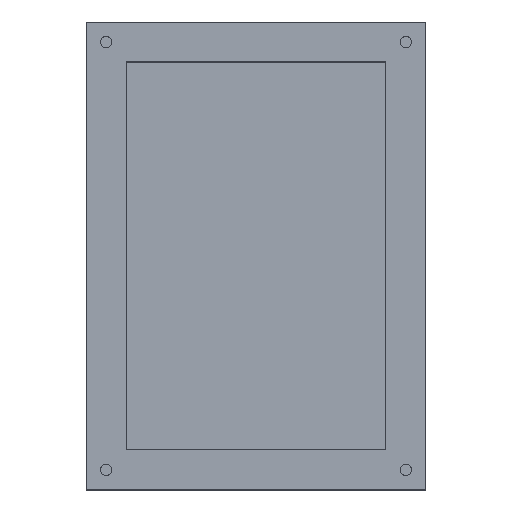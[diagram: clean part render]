
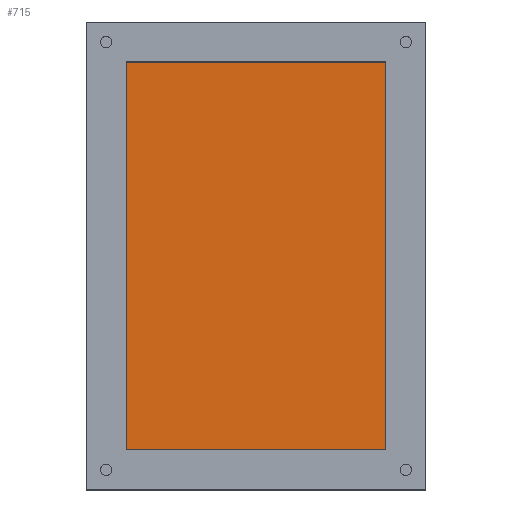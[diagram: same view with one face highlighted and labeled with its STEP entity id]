
A CAD part, top view. The second image highlights one B-rep face of the part: STEP entity #715.
In plain terms, the highlighted planar face has unit normal (0, 0, 1).
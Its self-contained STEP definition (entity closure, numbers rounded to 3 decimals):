
#59=FACE_OUTER_BOUND('',#105,.T.);
#105=EDGE_LOOP('',(#497,#498,#499,#500));
#173=LINE('',#1068,#253);
#174=LINE('',#1070,#254);
#175=LINE('',#1072,#255);
#176=LINE('',#1073,#256);
#253=VECTOR('',#858,10.);
#254=VECTOR('',#859,10.);
#255=VECTOR('',#860,10.);
#256=VECTOR('',#861,10.);
#329=VERTEX_POINT('',#1066);
#330=VERTEX_POINT('',#1067);
#331=VERTEX_POINT('',#1069);
#332=VERTEX_POINT('',#1071);
#397=EDGE_CURVE('',#329,#330,#173,.T.);
#398=EDGE_CURVE('',#331,#329,#174,.T.);
#399=EDGE_CURVE('',#332,#331,#175,.T.);
#400=EDGE_CURVE('',#330,#332,#176,.T.);
#497=ORIENTED_EDGE('',*,*,#397,.F.);
#498=ORIENTED_EDGE('',*,*,#398,.F.);
#499=ORIENTED_EDGE('',*,*,#399,.F.);
#500=ORIENTED_EDGE('',*,*,#400,.F.);
#677=PLANE('',#776);
#715=ADVANCED_FACE('',(#59),#677,.T.);
#776=AXIS2_PLACEMENT_3D('',#1065,#856,#857);
#856=DIRECTION('center_axis',(0.,0.,1.));
#857=DIRECTION('ref_axis',(1.,0.,0.));
#858=DIRECTION('',(-1.,0.,0.));
#859=DIRECTION('',(0.,-1.,0.));
#860=DIRECTION('',(1.,0.,0.));
#861=DIRECTION('',(0.,1.,0.));
#1065=CARTESIAN_POINT('Origin',(42.5,-58.5,3.));
#1066=CARTESIAN_POINT('',(75.,-107.,3.));
#1067=CARTESIAN_POINT('',(10.,-107.,3.));
#1068=CARTESIAN_POINT('',(58.75,-107.,3.));
#1069=CARTESIAN_POINT('',(75.,-10.,3.));
#1070=CARTESIAN_POINT('',(75.,-34.25,3.));
#1071=CARTESIAN_POINT('',(10.,-10.,3.));
#1072=CARTESIAN_POINT('',(26.25,-10.,3.));
#1073=CARTESIAN_POINT('',(10.,-82.75,3.));
